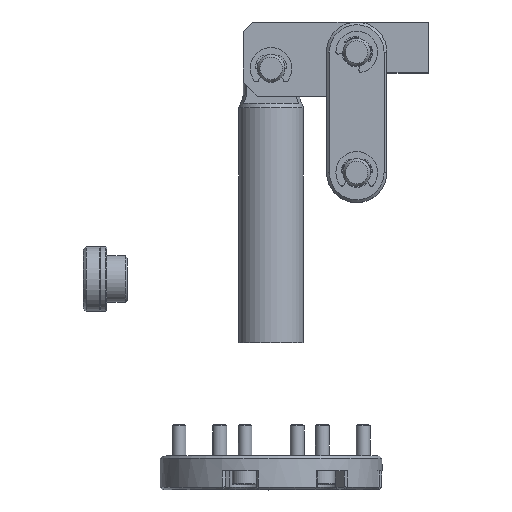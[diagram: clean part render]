
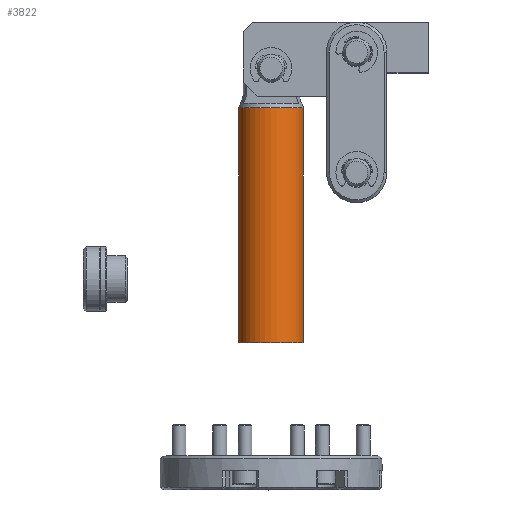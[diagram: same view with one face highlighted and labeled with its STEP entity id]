
A CAD part, top view. The second image highlights one B-rep face of the part: STEP entity #3822.
In plain terms, the highlighted cylindrical face has radius 7 mm (diameter 14 mm), a full revolution.
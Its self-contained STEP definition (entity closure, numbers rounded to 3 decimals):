
#812=CYLINDRICAL_SURFACE('',#4485,7.);
#922=ORIENTED_EDGE('',*,*,#1942,.F.);
#923=ORIENTED_EDGE('',*,*,#1943,.T.);
#1942=EDGE_CURVE('',#2460,#2460,#2835,.T.);
#1943=EDGE_CURVE('',#2461,#2461,#2836,.F.);
#2460=VERTEX_POINT('',#6271);
#2461=VERTEX_POINT('',#6274);
#2835=CIRCLE('',#4484,7.);
#2836=CIRCLE('',#4486,7.);
#3042=EDGE_LOOP('',(#922));
#3043=EDGE_LOOP('',(#923));
#3413=FACE_BOUND('',#3042,.T.);
#3414=FACE_BOUND('',#3043,.T.);
#3822=ADVANCED_FACE('',(#3413,#3414),#812,.T.);
#4484=AXIS2_PLACEMENT_3D('',#6270,#5001,#5002);
#4485=AXIS2_PLACEMENT_3D('',#6272,#5003,#5004);
#4486=AXIS2_PLACEMENT_3D('',#6273,#5005,#5006);
#5001=DIRECTION('',(1.,0.,0.));
#5002=DIRECTION('',(0.,0.,1.));
#5003=DIRECTION('',(-1.,0.,0.));
#5004=DIRECTION('',(0.,0.,1.));
#5005=DIRECTION('',(-1.,0.,0.));
#5006=DIRECTION('',(0.,0.,1.));
#6270=CARTESIAN_POINT('',(20.5,0.,0.));
#6271=CARTESIAN_POINT('',(20.5,0.,7.));
#6272=CARTESIAN_POINT('',(-2.071,0.,0.));
#6273=CARTESIAN_POINT('',(-30.2,0.,0.));
#6274=CARTESIAN_POINT('',(-30.2,0.,7.));
